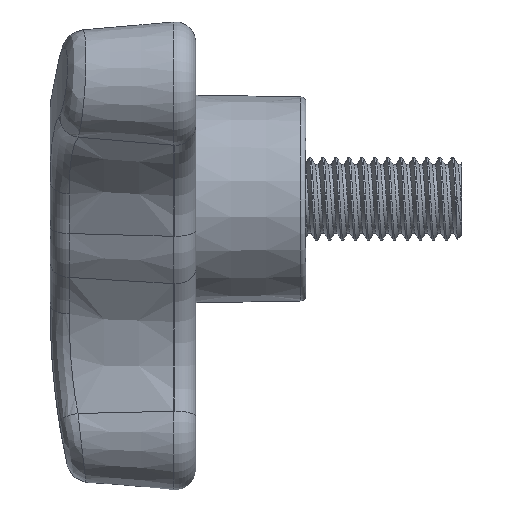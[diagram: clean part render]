
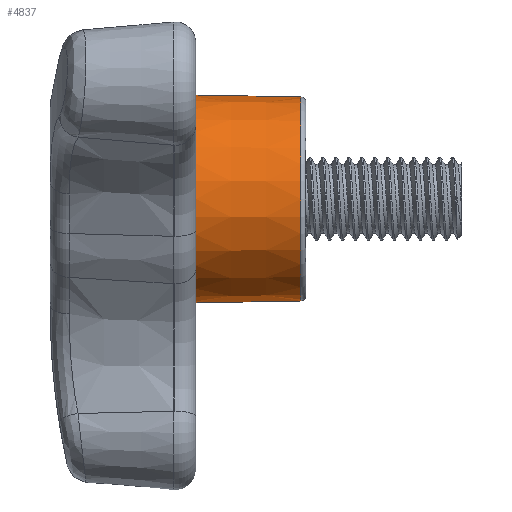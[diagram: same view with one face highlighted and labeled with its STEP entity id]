
A CAD part, left-side view. The second image highlights one B-rep face of the part: STEP entity #4837.
In plain terms, the highlighted conical face has half-angle 1 degrees and reference radius 10 mm.
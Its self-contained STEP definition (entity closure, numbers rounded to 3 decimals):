
#606 = VERTEX_POINT ( 'NONE', #14602 ) ;
#668 = ORIENTED_EDGE ( 'NONE', *, *, #7624, .T. ) ;
#1635 = VERTEX_POINT ( 'NONE', #12945 ) ;
#2493 = CARTESIAN_POINT ( 'NONE',  ( 0., -14., 10. ) ) ;
#3358 = CIRCLE ( 'NONE', #10556, 10. ) ;
#3876 = CARTESIAN_POINT ( 'NONE',  ( 0., -14., -10. ) ) ;
#3906 = AXIS2_PLACEMENT_3D ( 'NONE', #6910, #4138, #10472 ) ;
#3936 = CARTESIAN_POINT ( 'NONE',  ( 0., -14., 0. ) ) ;
#4138 = DIRECTION ( 'NONE',  ( 0., 1., 0. ) ) ;
#4837 = ADVANCED_FACE ( 'NONE', ( #14497 ), #12503, .T. ) ;
#4954 = CARTESIAN_POINT ( 'NONE',  ( 0., -14., 0. ) ) ;
#5311 = DIRECTION ( 'NONE',  ( 0., 0., -1. ) ) ;
#5913 = LINE ( 'NONE', #3876, #9645 ) ;
#6431 = AXIS2_PLACEMENT_3D ( 'NONE', #3936, #15353, #5311 ) ;
#6910 = CARTESIAN_POINT ( 'NONE',  ( 0., -24.109, 0. ) ) ;
#7052 = EDGE_CURVE ( 'NONE', #14645, #1635, #5913, .T. ) ;
#7098 = EDGE_CURVE ( 'NONE', #14645, #11467, #12166, .T. ) ;
#7335 = DIRECTION ( 'NONE',  ( 0., -1., 0. ) ) ;
#7624 = EDGE_CURVE ( 'NONE', #606, #1635, #3358, .T. ) ;
#9126 = ORIENTED_EDGE ( 'NONE', *, *, #9143, .T. ) ;
#9143 = EDGE_CURVE ( 'NONE', #11467, #606, #11199, .T. ) ;
#9645 = VECTOR ( 'NONE', #13988, 1000. ) ;
#9664 = CARTESIAN_POINT ( 'NONE',  ( 0., -24.109, -9.824 ) ) ;
#10127 = ORIENTED_EDGE ( 'NONE', *, *, #7098, .T. ) ;
#10472 = DIRECTION ( 'NONE',  ( 0., 0., 1. ) ) ;
#10556 = AXIS2_PLACEMENT_3D ( 'NONE', #4954, #7335, #13682 ) ;
#11187 = CARTESIAN_POINT ( 'NONE',  ( 0., -24.109, 9.824 ) ) ;
#11199 = LINE ( 'NONE', #2493, #15906 ) ;
#11301 = ORIENTED_EDGE ( 'NONE', *, *, #7052, .F. ) ;
#11467 = VERTEX_POINT ( 'NONE', #11187 ) ;
#12166 = CIRCLE ( 'NONE', #3906, 9.824 ) ;
#12503 = CONICAL_SURFACE ( 'NONE', #6431, 10., 0.017 ) ;
#12945 = CARTESIAN_POINT ( 'NONE',  ( 0., -14., -10. ) ) ;
#13682 = DIRECTION ( 'NONE',  ( 0., 0., 1. ) ) ;
#13705 = DIRECTION ( 'NONE',  ( 0., 1., 0.017 ) ) ;
#13988 = DIRECTION ( 'NONE',  ( 0., 1., -0.017 ) ) ;
#14078 = EDGE_LOOP ( 'NONE', ( #10127, #9126, #668, #11301 ) ) ;
#14497 = FACE_OUTER_BOUND ( 'NONE', #14078, .T. ) ;
#14602 = CARTESIAN_POINT ( 'NONE',  ( 0., -14., 10. ) ) ;
#14645 = VERTEX_POINT ( 'NONE', #9664 ) ;
#15353 = DIRECTION ( 'NONE',  ( 0., 1., 0. ) ) ;
#15906 = VECTOR ( 'NONE', #13705, 1000. ) ;
